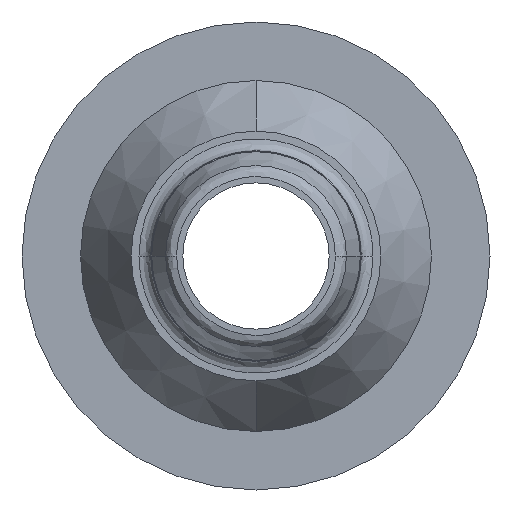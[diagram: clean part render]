
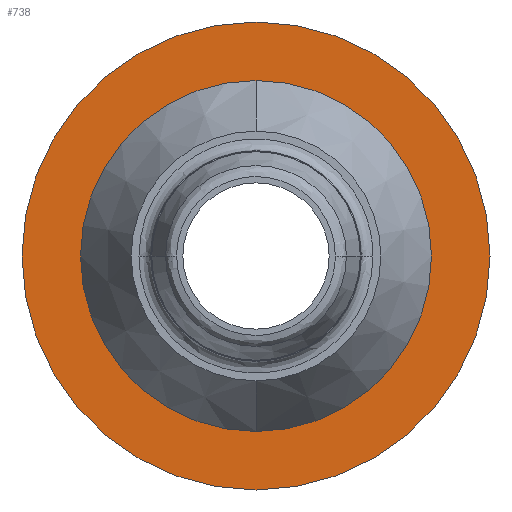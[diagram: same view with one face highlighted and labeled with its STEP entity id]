
A CAD part, front view. The second image highlights one B-rep face of the part: STEP entity #738.
In plain terms, the highlighted planar face has unit normal (0, -1, 0).
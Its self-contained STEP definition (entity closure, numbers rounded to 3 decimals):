
#106 = DIRECTION ( 'NONE',  ( 1., 0., 0. ) ) ;
#193 = AXIS2_PLACEMENT_3D ( 'NONE', #2256, #1582, #1781 ) ;
#243 = CARTESIAN_POINT ( 'NONE',  ( -4., 14.2, 0. ) ) ;
#311 = DIRECTION ( 'NONE',  ( 1., 0., 0. ) ) ;
#319 = DIRECTION ( 'NONE',  ( 0., 1., 0. ) ) ;
#360 = DIRECTION ( 'NONE',  ( 0., -1., 0. ) ) ;
#382 = VERTEX_POINT ( 'NONE', #1384 ) ;
#467 = CIRCLE ( 'NONE', #1926, 4. ) ;
#509 = DIRECTION ( 'NONE',  ( 1., 0., 0. ) ) ;
#572 = PLANE ( 'NONE',  #2182 ) ;
#670 = VERTEX_POINT ( 'NONE', #2563 ) ;
#738 = ADVANCED_FACE ( 'NONE', ( #1981, #2550 ), #572, .T. ) ;
#938 = DIRECTION ( 'NONE',  ( 0., 1., 0. ) ) ;
#998 = CARTESIAN_POINT ( 'NONE',  ( 0., 14.2, 0. ) ) ;
#1157 = CARTESIAN_POINT ( 'NONE',  ( 0., 14.2, 0. ) ) ;
#1271 = EDGE_LOOP ( 'NONE', ( #2577, #2894 ) ) ;
#1336 = ORIENTED_EDGE ( 'NONE', *, *, #1929, .T. ) ;
#1384 = CARTESIAN_POINT ( 'NONE',  ( 4., 14.2, 0. ) ) ;
#1461 = DIRECTION ( 'NONE',  ( 0., 1., 0. ) ) ;
#1514 = CARTESIAN_POINT ( 'NONE',  ( -4., 14.2, 0. ) ) ;
#1582 = DIRECTION ( 'NONE',  ( 0., 1., 0. ) ) ;
#1600 = EDGE_CURVE ( 'NONE', #382, #2050, #2569, .T. ) ;
#1752 = CIRCLE ( 'NONE', #2323, 2.75 ) ;
#1762 = CARTESIAN_POINT ( 'NONE',  ( -2.75, 14.2, 0. ) ) ;
#1781 = DIRECTION ( 'NONE',  ( 1., 0., 0. ) ) ;
#1790 = CIRCLE ( 'NONE', #193, 2.75 ) ;
#1867 = EDGE_CURVE ( 'NONE', #670, #2832, #1790, .T. ) ;
#1926 = AXIS2_PLACEMENT_3D ( 'NONE', #998, #319, #311 ) ;
#1929 = EDGE_CURVE ( 'NONE', #2832, #670, #1752, .T. ) ;
#1981 = FACE_OUTER_BOUND ( 'NONE', #1271, .T. ) ;
#2050 = VERTEX_POINT ( 'NONE', #243 ) ;
#2091 = CARTESIAN_POINT ( 'NONE',  ( 0., 14.2, 0. ) ) ;
#2182 = AXIS2_PLACEMENT_3D ( 'NONE', #1514, #360, #2833 ) ;
#2199 = EDGE_LOOP ( 'NONE', ( #2519, #1336 ) ) ;
#2222 = AXIS2_PLACEMENT_3D ( 'NONE', #1157, #1461, #106 ) ;
#2256 = CARTESIAN_POINT ( 'NONE',  ( 0., 14.2, 0. ) ) ;
#2323 = AXIS2_PLACEMENT_3D ( 'NONE', #2091, #938, #509 ) ;
#2519 = ORIENTED_EDGE ( 'NONE', *, *, #1867, .T. ) ;
#2550 = FACE_BOUND ( 'NONE', #2199, .T. ) ;
#2563 = CARTESIAN_POINT ( 'NONE',  ( 2.75, 14.2, 0. ) ) ;
#2569 = CIRCLE ( 'NONE', #2222, 4. ) ;
#2577 = ORIENTED_EDGE ( 'NONE', *, *, #1600, .F. ) ;
#2658 = EDGE_CURVE ( 'NONE', #2050, #382, #467, .T. ) ;
#2832 = VERTEX_POINT ( 'NONE', #1762 ) ;
#2833 = DIRECTION ( 'NONE',  ( 1., 0., 0. ) ) ;
#2894 = ORIENTED_EDGE ( 'NONE', *, *, #2658, .F. ) ;
